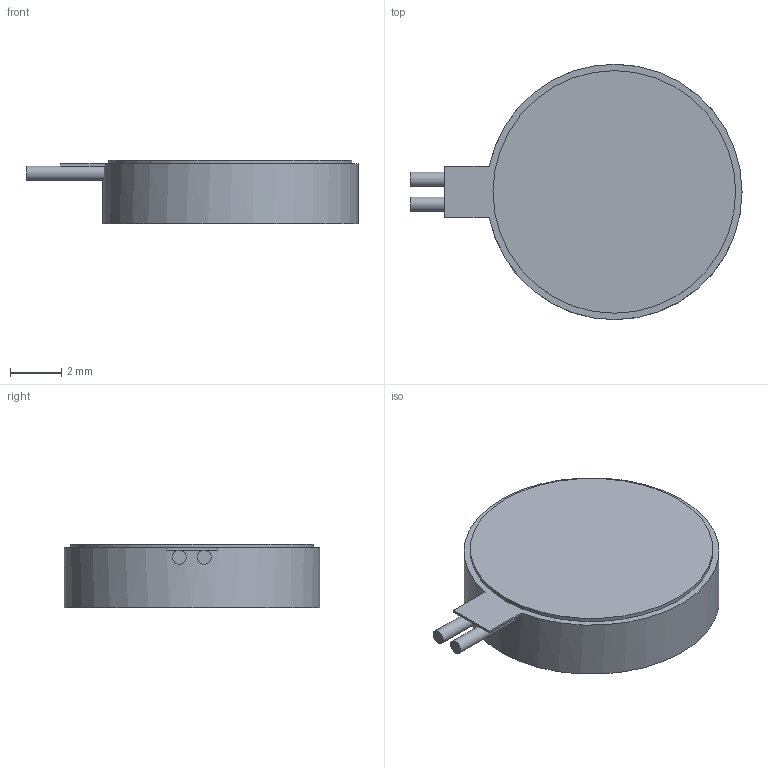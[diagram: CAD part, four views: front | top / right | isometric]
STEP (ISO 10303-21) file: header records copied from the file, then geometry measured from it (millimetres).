
FILE_SCHEMA (('AUTOMOTIVE_DESIGN { 1 0 10303 214 3 1 1 }'));
Length unit declared in the file: millimetre
Products named in the file (1): (Unsaved)
Bounding box: 13 x 10 x 2.5 mm (x, y, z)
Volume: 199.3 mm3; surface area: 271 mm2
Topology: 3 solids, 3 shells, 15 faces, 24 edges, 16 vertices
Faces by surface type: plane 11, cylinder 4
Full cylindrical faces by diameter (mm): 0.55 x2, 9.5 x1, 10 x1
Entity records: 386 total; most frequent: DIRECTION 66, CARTESIAN_POINT 56, ORIENTED_EDGE 48, AXIS2_PLACEMENT_3D 26, EDGE_CURVE 24, EDGE_LOOP 16, VERTEX_POINT 16, FACE_OUTER_BOUND 15
